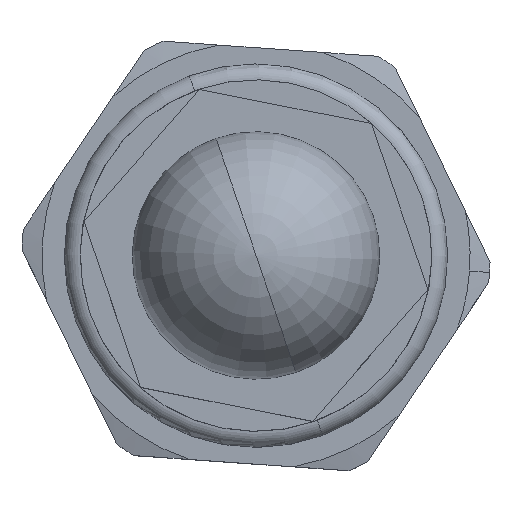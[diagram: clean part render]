
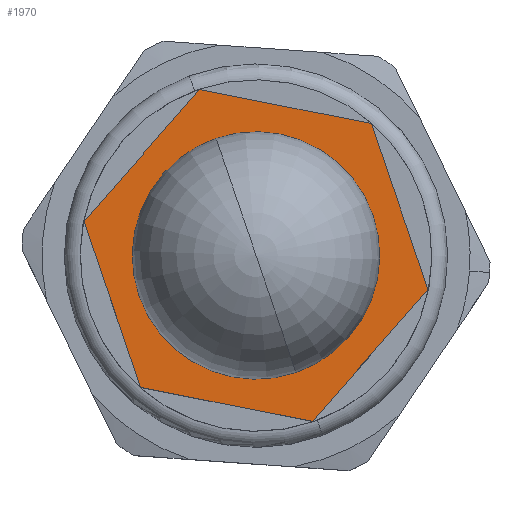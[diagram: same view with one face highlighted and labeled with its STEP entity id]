
A CAD part, top view. The second image highlights one B-rep face of the part: STEP entity #1970.
In plain terms, the highlighted planar face has unit normal (0, 0, 1).
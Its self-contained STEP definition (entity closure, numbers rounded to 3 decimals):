
#107 = AXIS2_PLACEMENT_3D ( 'NONE', #617, #157, #1274 ) ;
#157 = DIRECTION ( 'NONE',  ( 0., 0., -1. ) ) ;
#158 = CARTESIAN_POINT ( 'NONE',  ( -25.14, 37.955, -17.348 ) ) ;
#160 = AXIS2_PLACEMENT_3D ( 'NONE', #2191, #2393, #650 ) ;
#199 = VERTEX_POINT ( 'NONE', #1704 ) ;
#209 = VECTOR ( 'NONE', #2077, 1000. ) ;
#338 = CARTESIAN_POINT ( 'NONE',  ( -38.4, 47.412, -17.348 ) ) ;
#445 = LINE ( 'NONE', #757, #209 ) ;
#494 = CARTESIAN_POINT ( 'NONE',  ( -28.679, 48.338, -17.348 ) ) ;
#617 = CARTESIAN_POINT ( 'NONE',  ( -35.901, 40.081, -17.348 ) ) ;
#644 = DIRECTION ( 'NONE',  ( -0.323, 0.947, 0. ) ) ;
#650 = DIRECTION ( 'NONE',  ( -0.323, 0.947, 0. ) ) ;
#757 = CARTESIAN_POINT ( 'NONE',  ( -32.362, 29.698, -17.348 ) ) ;
#782 = EDGE_CURVE ( 'NONE', #1897, #1275, #2678, .T. ) ;
#794 = CARTESIAN_POINT ( 'NONE',  ( -33.403, 32.751, -17.348 ) ) ;
#853 = ORIENTED_EDGE ( 'NONE', *, *, #2251, .F. ) ;
#906 = VECTOR ( 'NONE', #1175, 1000. ) ;
#990 = EDGE_CURVE ( 'NONE', #1555, #1518, #1894, .T. ) ;
#1009 = CARTESIAN_POINT ( 'NONE',  ( -39.441, 50.464, -17.348 ) ) ;
#1021 = CARTESIAN_POINT ( 'NONE',  ( -43.124, 31.825, -17.348 ) ) ;
#1070 = EDGE_CURVE ( 'NONE', #2726, #2598, #2362, .T. ) ;
#1088 = CARTESIAN_POINT ( 'NONE',  ( -39.441, 50.464, -17.348 ) ) ;
#1092 = DIRECTION ( 'NONE',  ( -0.323, 0.947, 0. ) ) ;
#1145 = EDGE_LOOP ( 'NONE', ( #1749, #2571 ) ) ;
#1175 = DIRECTION ( 'NONE',  ( 0.323, -0.947, 0. ) ) ;
#1190 = EDGE_CURVE ( 'NONE', #1518, #199, #1477, .T. ) ;
#1191 = ORIENTED_EDGE ( 'NONE', *, *, #1733, .F. ) ;
#1250 = DIRECTION ( 'NONE',  ( 0.981, -0.194, 0. ) ) ;
#1274 = DIRECTION ( 'NONE',  ( -0.323, 0.947, 0. ) ) ;
#1275 = VERTEX_POINT ( 'NONE', #338 ) ;
#1324 = PLANE ( 'NONE',  #160 ) ;
#1347 = EDGE_CURVE ( 'NONE', #1275, #1897, #1967, .T. ) ;
#1365 = CARTESIAN_POINT ( 'NONE',  ( -46.663, 42.208, -17.348 ) ) ;
#1402 = VECTOR ( 'NONE', #2338, 1000. ) ;
#1477 = LINE ( 'NONE', #158, #1402 ) ;
#1484 = ORIENTED_EDGE ( 'NONE', *, *, #990, .F. ) ;
#1496 = FACE_OUTER_BOUND ( 'NONE', #2195, .T. ) ;
#1518 = VERTEX_POINT ( 'NONE', #2492 ) ;
#1525 = LINE ( 'NONE', #1088, #2363 ) ;
#1555 = VERTEX_POINT ( 'NONE', #1872 ) ;
#1627 = FACE_BOUND ( 'NONE', #1145, .T. ) ;
#1664 = CARTESIAN_POINT ( 'NONE',  ( -43.124, 31.825, -17.348 ) ) ;
#1704 = CARTESIAN_POINT ( 'NONE',  ( -32.362, 29.698, -17.348 ) ) ;
#1733 = EDGE_CURVE ( 'NONE', #1858, #2726, #2466, .T. ) ;
#1749 = ORIENTED_EDGE ( 'NONE', *, *, #1347, .T. ) ;
#1752 = ORIENTED_EDGE ( 'NONE', *, *, #2568, .F. ) ;
#1760 = DIRECTION ( 'NONE',  ( 0., 0., -1. ) ) ;
#1804 = AXIS2_PLACEMENT_3D ( 'NONE', #2633, #1760, #644 ) ;
#1837 = VECTOR ( 'NONE', #1092, 1000. ) ;
#1858 = VERTEX_POINT ( 'NONE', #1664 ) ;
#1872 = CARTESIAN_POINT ( 'NONE',  ( -28.679, 48.338, -17.348 ) ) ;
#1894 = LINE ( 'NONE', #494, #906 ) ;
#1897 = VERTEX_POINT ( 'NONE', #794 ) ;
#1967 = CIRCLE ( 'NONE', #107, 7.745 ) ;
#1970 = ADVANCED_FACE ( 'NONE', ( #1496, #1627 ), #1324, .F. ) ;
#2038 = CARTESIAN_POINT ( 'NONE',  ( -46.663, 42.208, -17.348 ) ) ;
#2077 = DIRECTION ( 'NONE',  ( -0.981, 0.194, 0. ) ) ;
#2191 = CARTESIAN_POINT ( 'NONE',  ( -46.313, 36.532, -17.348 ) ) ;
#2195 = EDGE_LOOP ( 'NONE', ( #1484, #1752, #2273, #1191, #853, #2448 ) ) ;
#2251 = EDGE_CURVE ( 'NONE', #199, #1858, #445, .T. ) ;
#2273 = ORIENTED_EDGE ( 'NONE', *, *, #1070, .F. ) ;
#2338 = DIRECTION ( 'NONE',  ( -0.658, -0.753, 0. ) ) ;
#2362 = LINE ( 'NONE', #2038, #2638 ) ;
#2363 = VECTOR ( 'NONE', #1250, 1000. ) ;
#2393 = DIRECTION ( 'NONE',  ( 0., 0., -1. ) ) ;
#2448 = ORIENTED_EDGE ( 'NONE', *, *, #1190, .F. ) ;
#2466 = LINE ( 'NONE', #1021, #1837 ) ;
#2492 = CARTESIAN_POINT ( 'NONE',  ( -25.14, 37.955, -17.348 ) ) ;
#2509 = DIRECTION ( 'NONE',  ( 0.658, 0.753, 0. ) ) ;
#2568 = EDGE_CURVE ( 'NONE', #2598, #1555, #1525, .T. ) ;
#2571 = ORIENTED_EDGE ( 'NONE', *, *, #782, .T. ) ;
#2598 = VERTEX_POINT ( 'NONE', #1009 ) ;
#2633 = CARTESIAN_POINT ( 'NONE',  ( -35.901, 40.081, -17.348 ) ) ;
#2638 = VECTOR ( 'NONE', #2509, 1000. ) ;
#2678 = CIRCLE ( 'NONE', #1804, 7.745 ) ;
#2726 = VERTEX_POINT ( 'NONE', #1365 ) ;
